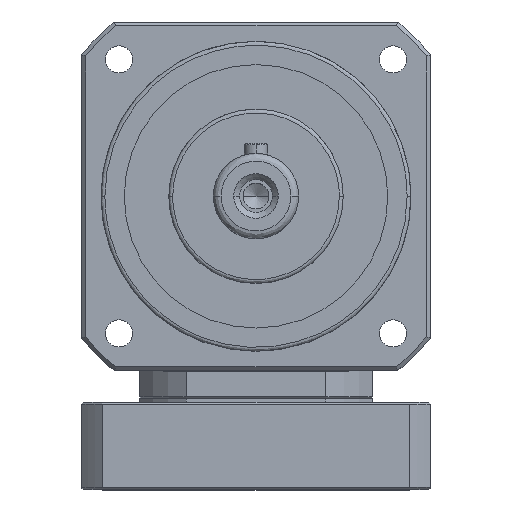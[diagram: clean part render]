
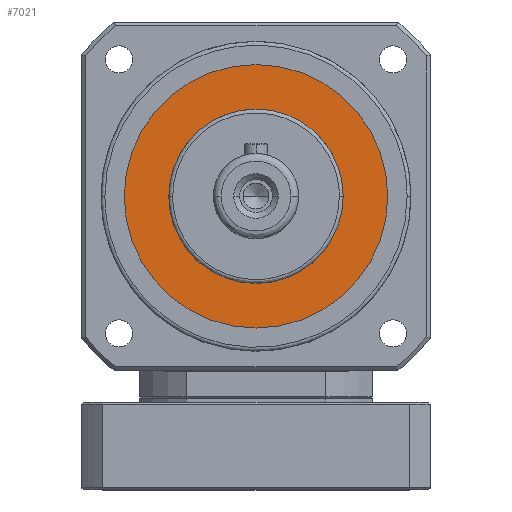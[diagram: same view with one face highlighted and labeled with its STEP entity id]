
A CAD part, top view. The second image highlights one B-rep face of the part: STEP entity #7021.
In plain terms, the highlighted planar face has unit normal (0, 0, 1).
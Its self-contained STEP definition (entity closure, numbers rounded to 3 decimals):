
#372 = CARTESIAN_POINT ( 'NONE',  ( 22.5, 0., 109.49 ) ) ;
#1467 = FACE_BOUND ( 'NONE', #19077, .T. ) ;
#3177 = AXIS2_PLACEMENT_3D ( 'NONE', #8413, #23237, #10456 ) ;
#3277 = CARTESIAN_POINT ( 'NONE',  ( 34., 0., 109.49 ) ) ;
#3329 = DIRECTION ( 'NONE',  ( 0., 0., 1. ) ) ;
#3764 = EDGE_CURVE ( 'NONE', #18771, #19246, #6508, .T. ) ;
#5326 = CARTESIAN_POINT ( 'NONE',  ( 0., 0., 109.49 ) ) ;
#6032 = PLANE ( 'NONE',  #12681 ) ;
#6508 = CIRCLE ( 'NONE', #25565, 22.5 ) ;
#6937 = ORIENTED_EDGE ( 'NONE', *, *, #3764, .T. ) ;
#7021 = ADVANCED_FACE ( 'NONE', ( #23595, #1467 ), #6032, .T. ) ;
#7592 = DIRECTION ( 'NONE',  ( 0., 0., 1. ) ) ;
#8022 = CARTESIAN_POINT ( 'NONE',  ( 0., 0., 109.49 ) ) ;
#8413 = CARTESIAN_POINT ( 'NONE',  ( 0., 0., 109.49 ) ) ;
#8427 = ORIENTED_EDGE ( 'NONE', *, *, #25212, .T. ) ;
#10083 = DIRECTION ( 'NONE',  ( -1., 0., 0. ) ) ;
#10224 = ORIENTED_EDGE ( 'NONE', *, *, #15750, .T. ) ;
#10456 = DIRECTION ( 'NONE',  ( -1., 0., 0. ) ) ;
#11170 = CIRCLE ( 'NONE', #22762, 22.5 ) ;
#12681 = AXIS2_PLACEMENT_3D ( 'NONE', #5326, #3329, #27617 ) ;
#14935 = AXIS2_PLACEMENT_3D ( 'NONE', #20321, #7592, #22441 ) ;
#15676 = CIRCLE ( 'NONE', #3177, 34. ) ;
#15750 = EDGE_CURVE ( 'NONE', #18991, #19115, #15676, .T. ) ;
#17648 = EDGE_CURVE ( 'NONE', #19115, #18991, #26974, .T. ) ;
#18771 = VERTEX_POINT ( 'NONE', #372 ) ;
#18991 = VERTEX_POINT ( 'NONE', #3277 ) ;
#19077 = EDGE_LOOP ( 'NONE', ( #8427, #6937 ) ) ;
#19115 = VERTEX_POINT ( 'NONE', #23097 ) ;
#19246 = VERTEX_POINT ( 'NONE', #21706 ) ;
#19818 = EDGE_LOOP ( 'NONE', ( #27468, #10224 ) ) ;
#20321 = CARTESIAN_POINT ( 'NONE',  ( 0., 0., 109.49 ) ) ;
#21706 = CARTESIAN_POINT ( 'NONE',  ( -22.5, 0., 109.49 ) ) ;
#21776 = DIRECTION ( 'NONE',  ( -1., 0., 0. ) ) ;
#21800 = DIRECTION ( 'NONE',  ( 0., 0., -1. ) ) ;
#21854 = CARTESIAN_POINT ( 'NONE',  ( 0., 0., 109.49 ) ) ;
#22441 = DIRECTION ( 'NONE',  ( -1., 0., 0. ) ) ;
#22762 = AXIS2_PLACEMENT_3D ( 'NONE', #8022, #22843, #10083 ) ;
#22843 = DIRECTION ( 'NONE',  ( 0., 0., -1. ) ) ;
#23097 = CARTESIAN_POINT ( 'NONE',  ( -34., 0., 109.49 ) ) ;
#23237 = DIRECTION ( 'NONE',  ( 0., 0., 1. ) ) ;
#23595 = FACE_OUTER_BOUND ( 'NONE', #19818, .T. ) ;
#25212 = EDGE_CURVE ( 'NONE', #19246, #18771, #11170, .T. ) ;
#25565 = AXIS2_PLACEMENT_3D ( 'NONE', #21854, #21800, #21776 ) ;
#26974 = CIRCLE ( 'NONE', #14935, 34. ) ;
#27468 = ORIENTED_EDGE ( 'NONE', *, *, #17648, .T. ) ;
#27617 = DIRECTION ( 'NONE',  ( 1., 0., 0. ) ) ;
